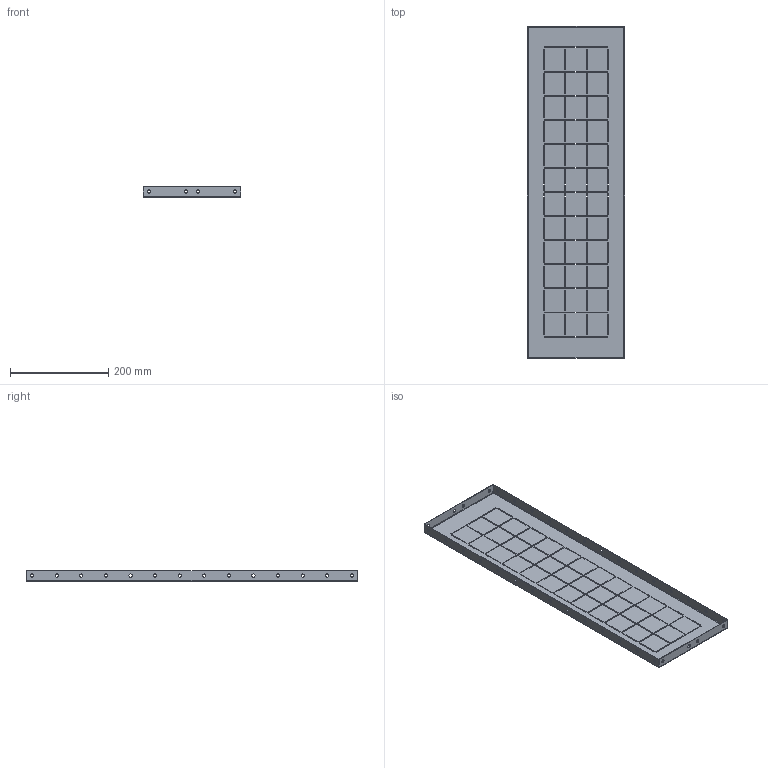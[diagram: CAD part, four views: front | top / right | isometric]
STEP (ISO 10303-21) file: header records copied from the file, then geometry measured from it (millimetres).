
FILE_DESCRIPTION (( 'STEP AP214' ), '1' );
FILE_NAME ('ÌÈ-2491.00.00.001 Ïåðåãîðîäêà âåðòèêàëüíàÿ ïî ãëóáèíå øêàôà 200õ800.STEP', '2022-12-09T06:10:46', ( '' ), ( '' ), 'SwSTEP 2.0', 'SolidWorks 2021', '' );
FILE_SCHEMA (( 'AUTOMOTIVE_DESIGN' ));
Length unit declared in the file: millimetre
Products named in the file (1): ÌÈ-2491.00.00.001 Ïåðåãîðîäêà âåðòèêàëüíàÿ ïî ãëóáèíå øêàôà 200õ800
Bounding box: 199 x 675 x 21 mm (x, y, z)
Volume: 159641 mm3; surface area: 329410.3 mm2
Topology: 1 solids, 1 shells, 458 faces, 1336 edges, 880 vertices
Faces by surface type: plane 370, cylinder 80, bspline 8
Entity records: 16135 total; most frequent: CARTESIAN_POINT 3436, ORIENTED_EDGE 2672, DIRECTION 2354, EDGE_CURVE 1336, LINE 1164, VECTOR 1164, VERTEX_POINT 880, EDGE_LOOP 704
